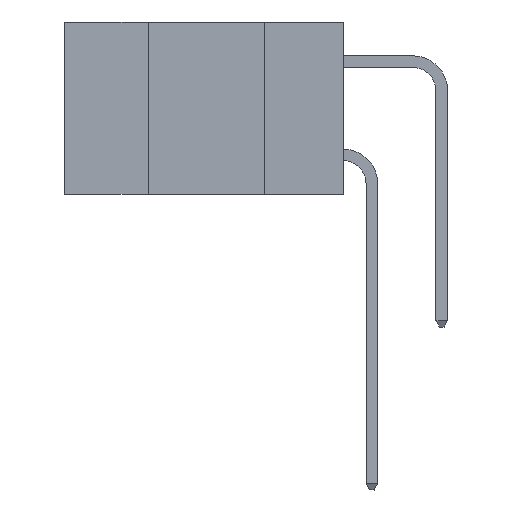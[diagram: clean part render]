
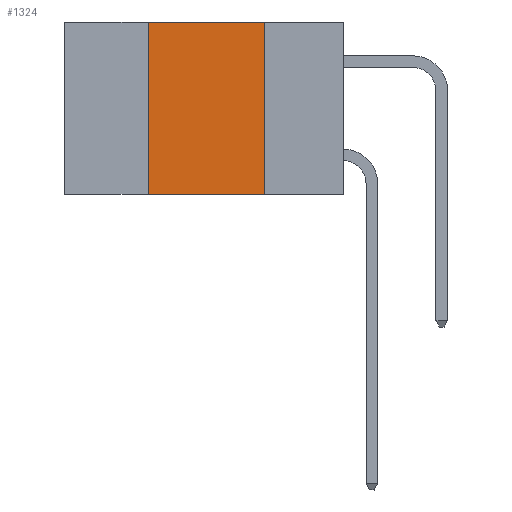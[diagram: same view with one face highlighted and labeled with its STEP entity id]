
A CAD part, left-side view. The second image highlights one B-rep face of the part: STEP entity #1324.
In plain terms, the highlighted planar face has unit normal (-1, 0, 0).
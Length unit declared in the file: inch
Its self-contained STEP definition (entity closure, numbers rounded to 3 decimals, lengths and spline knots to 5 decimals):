
#108 = DIRECTION ( 'NONE',  ( 0., 0., -1. ) ) ;
#253 = VECTOR ( 'NONE', #4935, 39.37008 ) ;
#493 = DIRECTION ( 'NONE',  ( 0., -1., 0. ) ) ;
#804 = ORIENTED_EDGE ( 'NONE', *, *, #10228, .F. ) ;
#833 = EDGE_CURVE ( 'NONE', #4378, #8910, #1553, .T. ) ;
#986 = EDGE_LOOP ( 'NONE', ( #4133, #4601, #804, #4872 ) ) ;
#1083 = LINE ( 'NONE', #7408, #253 ) ;
#1324 = ADVANCED_FACE ( 'NONE', ( #1865 ), #2154, .F. ) ;
#1337 = DIRECTION ( 'NONE',  ( 1., 0., 0. ) ) ;
#1553 = LINE ( 'NONE', #2265, #8190 ) ;
#1865 = FACE_OUTER_BOUND ( 'NONE', #986, .T. ) ;
#2154 = PLANE ( 'NONE',  #7510 ) ;
#2265 = CARTESIAN_POINT ( 'NONE',  ( 0., 0.6, -0.37 ) ) ;
#2479 = CARTESIAN_POINT ( 'NONE',  ( 0., 0.17, 0. ) ) ;
#3013 = DIRECTION ( 'NONE',  ( 0., 0., -1. ) ) ;
#3766 = DIRECTION ( 'NONE',  ( 0., -1., 0. ) ) ;
#3915 = VECTOR ( 'NONE', #108, 39.37008 ) ;
#4133 = ORIENTED_EDGE ( 'NONE', *, *, #8003, .F. ) ;
#4378 = VERTEX_POINT ( 'NONE', #8923 ) ;
#4601 = ORIENTED_EDGE ( 'NONE', *, *, #7111, .F. ) ;
#4872 = ORIENTED_EDGE ( 'NONE', *, *, #833, .T. ) ;
#4935 = DIRECTION ( 'NONE',  ( 0., 0., 1. ) ) ;
#5150 = LINE ( 'NONE', #10759, #10705 ) ;
#5292 = VERTEX_POINT ( 'NONE', #2479 ) ;
#6497 = CARTESIAN_POINT ( 'NONE',  ( 0., 0.6, 0. ) ) ;
#7111 = EDGE_CURVE ( 'NONE', #9234, #5292, #5150, .T. ) ;
#7144 = CARTESIAN_POINT ( 'NONE',  ( 0., 0.17, 0. ) ) ;
#7284 = LINE ( 'NONE', #7144, #3915 ) ;
#7408 = CARTESIAN_POINT ( 'NONE',  ( 0., 0.42, 0. ) ) ;
#7510 = AXIS2_PLACEMENT_3D ( 'NONE', #6497, #1337, #3013 ) ;
#7807 = CARTESIAN_POINT ( 'NONE',  ( 0., 0.42, 0. ) ) ;
#8003 = EDGE_CURVE ( 'NONE', #5292, #8910, #7284, .T. ) ;
#8190 = VECTOR ( 'NONE', #493, 39.37008 ) ;
#8910 = VERTEX_POINT ( 'NONE', #10810 ) ;
#8923 = CARTESIAN_POINT ( 'NONE',  ( 0., 0.42, -0.37 ) ) ;
#9234 = VERTEX_POINT ( 'NONE', #7807 ) ;
#10228 = EDGE_CURVE ( 'NONE', #4378, #9234, #1083, .T. ) ;
#10705 = VECTOR ( 'NONE', #3766, 39.37008 ) ;
#10759 = CARTESIAN_POINT ( 'NONE',  ( 0., 0.6, 0. ) ) ;
#10810 = CARTESIAN_POINT ( 'NONE',  ( 0., 0.17, -0.37 ) ) ;
